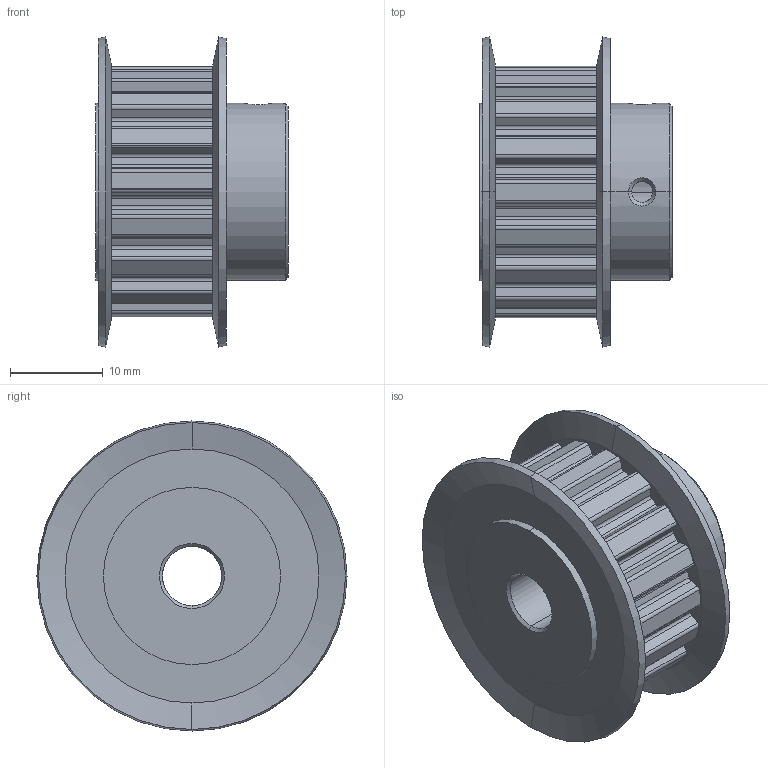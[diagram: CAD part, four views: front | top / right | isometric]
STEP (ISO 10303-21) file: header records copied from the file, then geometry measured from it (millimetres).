
FILE_DESCRIPTION (( 'STEP AP214' ), '1' );
FILE_NAME ('APB17XL037BF-250.step', '2015-04-08T21:01:41', ( '' ), ( '' ), 'SwSTEP 2.0', 'SolidWorks 2014', '' );
FILE_SCHEMA (( 'AUTOMOTIVE_DESIGN' ));
Length unit declared in the file: inch
Products named in the file (1): APB17XL037BF-250
Bounding box: 20.65 x 33.35 x 33.35 mm (x, y, z)
Volume: 8779.9 mm3; surface area: 4691.9 mm2
Topology: 1 solids, 1 shells, 189 faces, 536 edges, 351 vertices
Faces by surface type: cylinder 110, plane 57, cone 18, bspline 4
Entity records: 8381 total; most frequent: CARTESIAN_POINT 3244, DIRECTION 1123, ORIENTED_EDGE 1072, EDGE_CURVE 536, AXIS2_PLACEMENT_3D 420, VERTEX_POINT 351, VECTOR 283, LINE 283
